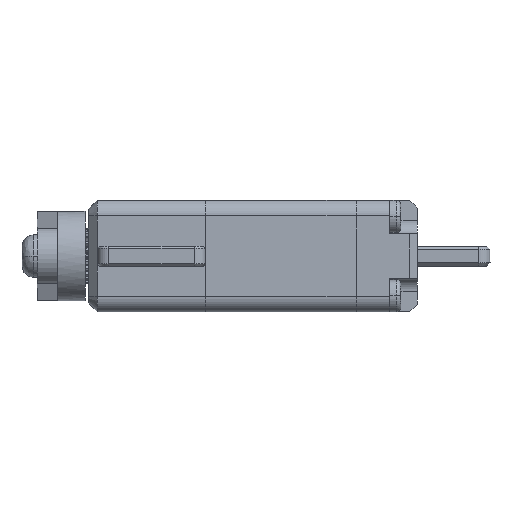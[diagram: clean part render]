
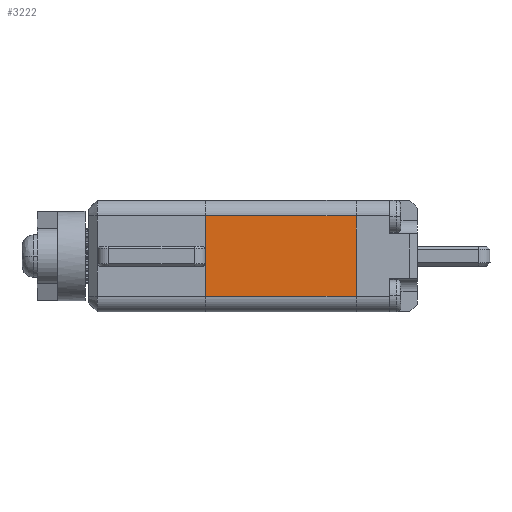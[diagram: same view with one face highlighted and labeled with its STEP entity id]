
A CAD part, left-side view. The second image highlights one B-rep face of the part: STEP entity #3222.
In plain terms, the highlighted planar face has unit normal (-1, 0, 0).
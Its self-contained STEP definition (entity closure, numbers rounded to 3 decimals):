
#115=DIRECTION('',(0.,0.,1.));
#116=VECTOR('',#115,7.2);
#117=CARTESIAN_POINT('',(-15.,-14.5,-3.6));
#118=LINE('',#117,#116);
#1568=DIRECTION('',(0.,-1.,0.));
#1569=VECTOR('',#1568,13.5);
#1570=CARTESIAN_POINT('',(-15.,-1.,-3.6));
#1571=LINE('',#1570,#1569);
#1575=DIRECTION('',(0.,0.,1.));
#1576=VECTOR('',#1575,7.2);
#1577=CARTESIAN_POINT('',(-15.,-1.,-3.6));
#1578=LINE('',#1577,#1576);
#1582=DIRECTION('',(0.,-1.,0.));
#1583=VECTOR('',#1582,13.5);
#1584=CARTESIAN_POINT('',(-15.,-1.,3.6));
#1585=LINE('',#1584,#1583);
#1597=CARTESIAN_POINT('',(-15.,-14.5,-3.6));
#1599=VERTEX_POINT('',#1597);
#1602=CARTESIAN_POINT('',(-15.,-14.5,3.6));
#1604=VERTEX_POINT('',#1602);
#1615=CARTESIAN_POINT('',(-15.,-1.,-3.6));
#1616=VERTEX_POINT('',#1615);
#1617=CARTESIAN_POINT('',(-15.,-1.,3.6));
#1618=VERTEX_POINT('',#1617);
#3209=CARTESIAN_POINT('',(-15.,0.,-5.));
#3210=DIRECTION('',(-1.,0.,0.));
#3211=DIRECTION('',(0.,0.,1.));
#3212=AXIS2_PLACEMENT_3D('',#3209,#3210,#3211);
#3213=PLANE('',#3212);
#3215=ORIENTED_EDGE('',*,*,#3214,.F.);
#3217=ORIENTED_EDGE('',*,*,#3216,.T.);
#3218=ORIENTED_EDGE('',*,*,#3200,.T.);
#3219=ORIENTED_EDGE('',*,*,#1864,.F.);
#3220=EDGE_LOOP('',(#3215,#3217,#3218,#3219));
#3221=FACE_OUTER_BOUND('',#3220,.F.);
#3222=ADVANCED_FACE('',(#3221),#3213,.T.);
#1864=EDGE_CURVE('',#1599,#1604,#118,.T.);
#3200=EDGE_CURVE('',#1618,#1604,#1585,.T.);
#3214=EDGE_CURVE('',#1616,#1599,#1571,.T.);
#3216=EDGE_CURVE('',#1616,#1618,#1578,.T.);
